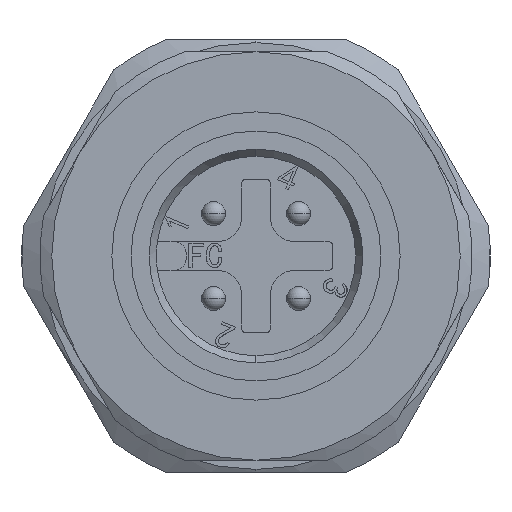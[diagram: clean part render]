
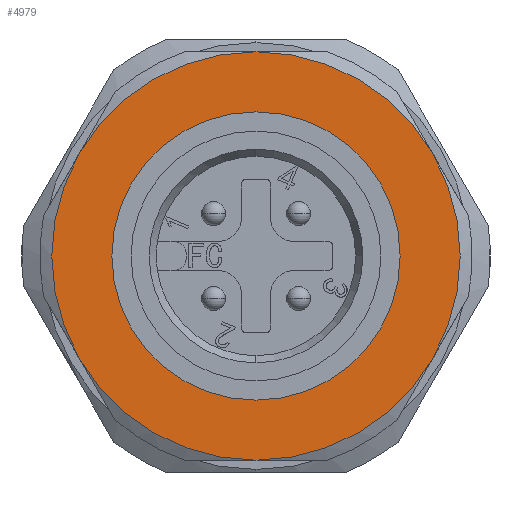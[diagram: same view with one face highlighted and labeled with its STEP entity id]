
A CAD part, left-side view. The second image highlights one B-rep face of the part: STEP entity #4979.
In plain terms, the highlighted planar face has unit normal (-1, 0, 0).
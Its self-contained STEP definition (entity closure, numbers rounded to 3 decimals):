
#1465=CARTESIAN_POINT('',(11.,0.,0.));
#1466=DIRECTION('',(-1.,0.,0.));
#1467=DIRECTION('',(0.,0.866,-0.5));
#1468=AXIS2_PLACEMENT_3D('',#1465,#1466,#1467);
#1470=CARTESIAN_POINT('',(11.,0.,0.));
#1471=DIRECTION('',(-1.,0.,0.));
#1472=DIRECTION('',(0.,0.866,0.5));
#1473=AXIS2_PLACEMENT_3D('',#1470,#1471,#1472);
#1475=CARTESIAN_POINT('',(11.,0.,0.));
#1476=DIRECTION('',(-1.,0.,0.));
#1477=DIRECTION('',(0.,0.,1.));
#1478=AXIS2_PLACEMENT_3D('',#1475,#1476,#1477);
#1480=CARTESIAN_POINT('',(11.,0.,0.));
#1481=DIRECTION('',(-1.,0.,0.));
#1482=DIRECTION('',(0.,-0.866,0.5));
#1483=AXIS2_PLACEMENT_3D('',#1480,#1481,#1482);
#1485=CARTESIAN_POINT('',(11.,0.,0.));
#1486=DIRECTION('',(-1.,0.,0.));
#1487=DIRECTION('',(0.,-0.866,-0.5));
#1488=AXIS2_PLACEMENT_3D('',#1485,#1486,#1487);
#1490=CARTESIAN_POINT('',(11.,0.,0.));
#1491=DIRECTION('',(-1.,0.,0.));
#1492=DIRECTION('',(0.,0.,-1.));
#1493=AXIS2_PLACEMENT_3D('',#1490,#1491,#1492);
#1495=CARTESIAN_POINT('',(11.,0.,0.));
#1496=DIRECTION('',(1.,0.,0.));
#1497=DIRECTION('',(0.,0.,-1.));
#1498=AXIS2_PLACEMENT_3D('',#1495,#1496,#1497);
#1500=CARTESIAN_POINT('',(11.,0.,0.));
#1501=DIRECTION('',(1.,0.,0.));
#1502=DIRECTION('',(0.,0.,1.));
#1503=AXIS2_PLACEMENT_3D('',#1500,#1501,#1502);
#3030=CARTESIAN_POINT('',(11.,0.,8.5));
#3031=CARTESIAN_POINT('',(11.,7.361,4.25));
#3032=VERTEX_POINT('',#3030);
#3033=VERTEX_POINT('',#3031);
#3152=CARTESIAN_POINT('',(11.,7.361,-4.25));
#3153=VERTEX_POINT('',#3152);
#3195=CARTESIAN_POINT('',(11.,0.,-8.5));
#3196=VERTEX_POINT('',#3195);
#3197=CARTESIAN_POINT('',(11.,-7.361,-4.25));
#3198=VERTEX_POINT('',#3197);
#3393=CARTESIAN_POINT('',(11.,0.,5.4));
#3394=CARTESIAN_POINT('',(11.,0.,-5.4));
#3395=VERTEX_POINT('',#3393);
#3396=VERTEX_POINT('',#3394);
#3455=CARTESIAN_POINT('',(11.,-7.361,4.25));
#3456=VERTEX_POINT('',#3455);
#4955=CARTESIAN_POINT('',(11.,0.,-5.4));
#4956=DIRECTION('',(1.,0.,0.));
#4957=DIRECTION('',(0.,1.,0.));
#4958=AXIS2_PLACEMENT_3D('',#4955,#4956,#4957);
#4959=PLANE('',#4958);
#4961=ORIENTED_EDGE('',*,*,#4960,.F.);
#4963=ORIENTED_EDGE('',*,*,#4962,.F.);
#4965=ORIENTED_EDGE('',*,*,#4964,.F.);
#4967=ORIENTED_EDGE('',*,*,#4966,.F.);
#4969=ORIENTED_EDGE('',*,*,#4968,.F.);
#4971=ORIENTED_EDGE('',*,*,#4970,.F.);
#4972=EDGE_LOOP('',(#4961,#4963,#4965,#4967,#4969,#4971));
#4973=FACE_OUTER_BOUND('',#4972,.F.);
#4974=ORIENTED_EDGE('',*,*,#4945,.F.);
#4976=ORIENTED_EDGE('',*,*,#4975,.F.);
#4977=EDGE_LOOP('',(#4974,#4976));
#4978=FACE_BOUND('',#4977,.F.);
#4979=ADVANCED_FACE('',(#4973,#4978),#4959,.F.);
#1469=CIRCLE('',#1468,8.5);
#1474=CIRCLE('',#1473,8.5);
#1479=CIRCLE('',#1478,8.5);
#1484=CIRCLE('',#1483,8.5);
#1489=CIRCLE('',#1488,8.5);
#1494=CIRCLE('',#1493,8.5);
#1499=CIRCLE('',#1498,5.4);
#1504=CIRCLE('',#1503,5.4);
#4945=EDGE_CURVE('',#3396,#3395,#1499,.T.);
#4960=EDGE_CURVE('',#3153,#3196,#1469,.T.);
#4962=EDGE_CURVE('',#3033,#3153,#1474,.T.);
#4964=EDGE_CURVE('',#3032,#3033,#1479,.T.);
#4966=EDGE_CURVE('',#3456,#3032,#1484,.T.);
#4968=EDGE_CURVE('',#3198,#3456,#1489,.T.);
#4970=EDGE_CURVE('',#3196,#3198,#1494,.T.);
#4975=EDGE_CURVE('',#3395,#3396,#1504,.T.);
